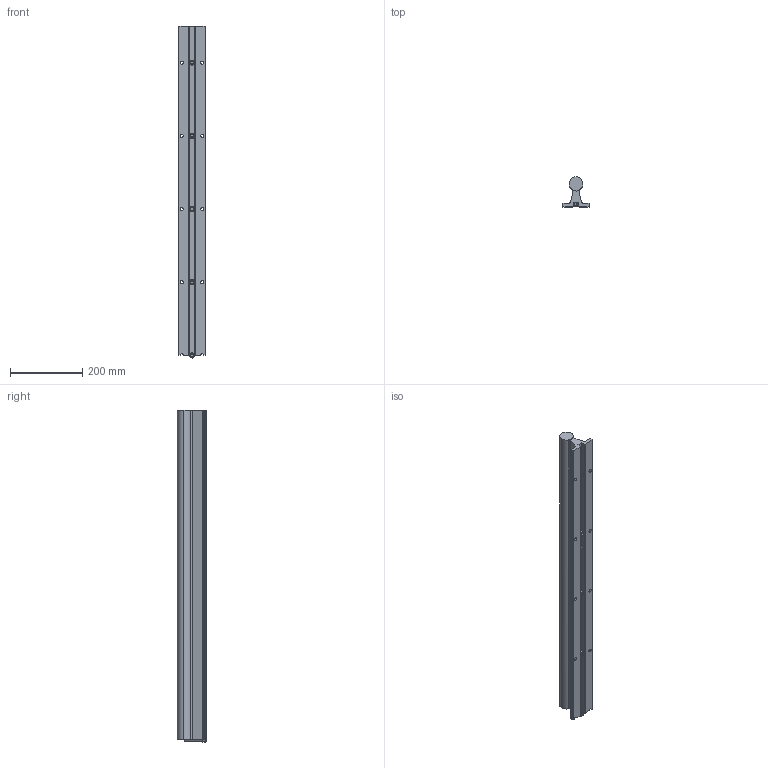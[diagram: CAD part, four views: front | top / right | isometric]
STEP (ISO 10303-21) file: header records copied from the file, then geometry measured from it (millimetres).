
FILE_DESCRIPTION (( 'STEP AP203' ), '1' );
FILE_NAME ('ShaftRailAssembly_12D01DA0B8.step', '2023-02-07T21:06:27', ( '' ), ( '' ), 'SwSTEP 2.0', 'SolidWorks 2019', '' );
FILE_SCHEMA (( 'CONFIG_CONTROL_DESIGN' ));
Length unit declared in the file: inch
Products named in the file (3): ShaftRailAssembly_12D01DA0B8; Arn90z7Yip_CADModel_0
Assembly tree (1 placements, depth 2):
  ShaftRailAssembly_12D01DA0B8
    Arn90z7Yip_CADModel_0
  Arn90z7Yip_CADModel_0
Bounding box: 76.2 x 82.55 x 921.54 mm (x, y, z)
Volume: 2316308.8 mm3; surface area: 362654.8 mm2
Topology: 7 solids, 7 shells, 238 faces, 538 edges, 319 vertices
Faces by surface type: plane 85, cylinder 79, cone 74
Entity records: 7433 total; most frequent: CARTESIAN_POINT 1817, DIRECTION 1167, ORIENTED_EDGE 1058, EDGE_CURVE 529, AXIS2_PLACEMENT_3D 449, VERTEX_POINT 319, EDGE_LOOP 276, VECTOR 269
